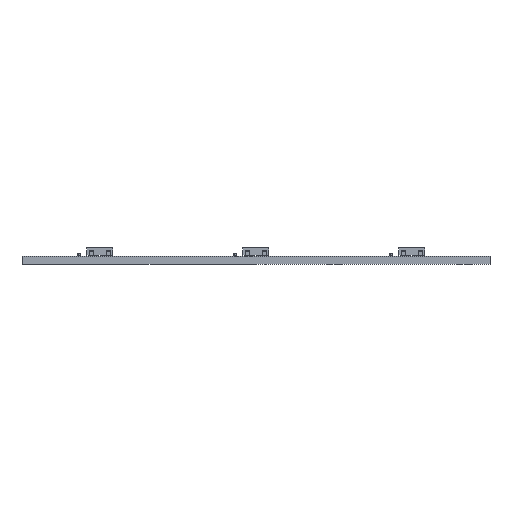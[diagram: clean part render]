
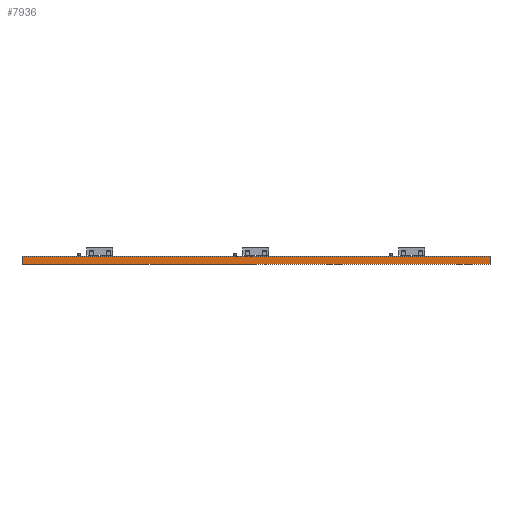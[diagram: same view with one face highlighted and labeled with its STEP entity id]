
A CAD part, left-side view. The second image highlights one B-rep face of the part: STEP entity #7936.
In plain terms, the highlighted planar face has unit normal (-1, 0, 0).
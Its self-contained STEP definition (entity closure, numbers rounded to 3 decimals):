
#7820 = EDGE_CURVE('',#7821,#7823,#7825,.T.);
#7821 = VERTEX_POINT('',#7822);
#7822 = CARTESIAN_POINT('',(-45.,45.,0.));
#7823 = VERTEX_POINT('',#7824);
#7824 = CARTESIAN_POINT('',(-45.,45.,1.6));
#7825 = SURFACE_CURVE('',#7826,(#7830,#7842),.PCURVE_S1.);
#7826 = LINE('',#7827,#7828);
#7827 = CARTESIAN_POINT('',(-45.,45.,0.));
#7828 = VECTOR('',#7829,1.);
#7829 = DIRECTION('',(0.,0.,1.));
#7830 = PCURVE('',#7831,#7836);
#7831 = PLANE('',#7832);
#7832 = AXIS2_PLACEMENT_3D('',#7833,#7834,#7835);
#7833 = CARTESIAN_POINT('',(-45.,45.,0.));
#7834 = DIRECTION('',(0.,1.,0.));
#7835 = DIRECTION('',(1.,0.,0.));
#7836 = DEFINITIONAL_REPRESENTATION('',(#7837),#7841);
#7837 = LINE('',#7838,#7839);
#7838 = CARTESIAN_POINT('',(0.,0.));
#7839 = VECTOR('',#7840,1.);
#7840 = DIRECTION('',(0.,-1.));
#7841 = ( GEOMETRIC_REPRESENTATION_CONTEXT(2) 
PARAMETRIC_REPRESENTATION_CONTEXT() REPRESENTATION_CONTEXT('2D SPACE',''
  ) );
#7842 = PCURVE('',#7843,#7848);
#7843 = PLANE('',#7844);
#7844 = AXIS2_PLACEMENT_3D('',#7845,#7846,#7847);
#7845 = CARTESIAN_POINT('',(-45.,-45.,0.));
#7846 = DIRECTION('',(-1.,0.,0.));
#7847 = DIRECTION('',(0.,1.,0.));
#7848 = DEFINITIONAL_REPRESENTATION('',(#7849),#7853);
#7849 = LINE('',#7850,#7851);
#7850 = CARTESIAN_POINT('',(90.,0.));
#7851 = VECTOR('',#7852,1.);
#7852 = DIRECTION('',(0.,-1.));
#7853 = ( GEOMETRIC_REPRESENTATION_CONTEXT(2) 
PARAMETRIC_REPRESENTATION_CONTEXT() REPRESENTATION_CONTEXT('2D SPACE',''
  ) );
#7871 = PLANE('',#7872);
#7872 = AXIS2_PLACEMENT_3D('',#7873,#7874,#7875);
#7873 = CARTESIAN_POINT('',(0.,0.,1.6));
#7874 = DIRECTION('',(0.,0.,-1.));
#7875 = DIRECTION('',(-1.,0.,0.));
#7925 = PLANE('',#7926);
#7926 = AXIS2_PLACEMENT_3D('',#7927,#7928,#7929);
#7927 = CARTESIAN_POINT('',(0.,0.,0.));
#7928 = DIRECTION('',(0.,0.,-1.));
#7929 = DIRECTION('',(-1.,0.,0.));
#7936 = ADVANCED_FACE('',(#7937),#7843,.T.);
#7937 = FACE_BOUND('',#7938,.T.);
#7938 = EDGE_LOOP('',(#7939,#7969,#7990,#7991));
#7939 = ORIENTED_EDGE('',*,*,#7940,.T.);
#7940 = EDGE_CURVE('',#7941,#7943,#7945,.T.);
#7941 = VERTEX_POINT('',#7942);
#7942 = CARTESIAN_POINT('',(-45.,-45.,0.));
#7943 = VERTEX_POINT('',#7944);
#7944 = CARTESIAN_POINT('',(-45.,-45.,1.6));
#7945 = SURFACE_CURVE('',#7946,(#7950,#7957),.PCURVE_S1.);
#7946 = LINE('',#7947,#7948);
#7947 = CARTESIAN_POINT('',(-45.,-45.,0.));
#7948 = VECTOR('',#7949,1.);
#7949 = DIRECTION('',(0.,0.,1.));
#7950 = PCURVE('',#7843,#7951);
#7951 = DEFINITIONAL_REPRESENTATION('',(#7952),#7956);
#7952 = LINE('',#7953,#7954);
#7953 = CARTESIAN_POINT('',(0.,0.));
#7954 = VECTOR('',#7955,1.);
#7955 = DIRECTION('',(0.,-1.));
#7956 = ( GEOMETRIC_REPRESENTATION_CONTEXT(2) 
PARAMETRIC_REPRESENTATION_CONTEXT() REPRESENTATION_CONTEXT('2D SPACE',''
  ) );
#7957 = PCURVE('',#7958,#7963);
#7958 = PLANE('',#7959);
#7959 = AXIS2_PLACEMENT_3D('',#7960,#7961,#7962);
#7960 = CARTESIAN_POINT('',(45.,-45.,0.));
#7961 = DIRECTION('',(0.,-1.,0.));
#7962 = DIRECTION('',(-1.,0.,0.));
#7963 = DEFINITIONAL_REPRESENTATION('',(#7964),#7968);
#7964 = LINE('',#7965,#7966);
#7965 = CARTESIAN_POINT('',(90.,0.));
#7966 = VECTOR('',#7967,1.);
#7967 = DIRECTION('',(0.,-1.));
#7968 = ( GEOMETRIC_REPRESENTATION_CONTEXT(2) 
PARAMETRIC_REPRESENTATION_CONTEXT() REPRESENTATION_CONTEXT('2D SPACE',''
  ) );
#7969 = ORIENTED_EDGE('',*,*,#7970,.T.);
#7970 = EDGE_CURVE('',#7943,#7823,#7971,.T.);
#7971 = SURFACE_CURVE('',#7972,(#7976,#7983),.PCURVE_S1.);
#7972 = LINE('',#7973,#7974);
#7973 = CARTESIAN_POINT('',(-45.,-45.,1.6));
#7974 = VECTOR('',#7975,1.);
#7975 = DIRECTION('',(0.,1.,0.));
#7976 = PCURVE('',#7843,#7977);
#7977 = DEFINITIONAL_REPRESENTATION('',(#7978),#7982);
#7978 = LINE('',#7979,#7980);
#7979 = CARTESIAN_POINT('',(0.,-1.6));
#7980 = VECTOR('',#7981,1.);
#7981 = DIRECTION('',(1.,0.));
#7982 = ( GEOMETRIC_REPRESENTATION_CONTEXT(2) 
PARAMETRIC_REPRESENTATION_CONTEXT() REPRESENTATION_CONTEXT('2D SPACE',''
  ) );
#7983 = PCURVE('',#7871,#7984);
#7984 = DEFINITIONAL_REPRESENTATION('',(#7985),#7989);
#7985 = LINE('',#7986,#7987);
#7986 = CARTESIAN_POINT('',(45.,-45.));
#7987 = VECTOR('',#7988,1.);
#7988 = DIRECTION('',(0.,1.));
#7989 = ( GEOMETRIC_REPRESENTATION_CONTEXT(2) 
PARAMETRIC_REPRESENTATION_CONTEXT() REPRESENTATION_CONTEXT('2D SPACE',''
  ) );
#7990 = ORIENTED_EDGE('',*,*,#7820,.F.);
#7991 = ORIENTED_EDGE('',*,*,#7992,.F.);
#7992 = EDGE_CURVE('',#7941,#7821,#7993,.T.);
#7993 = SURFACE_CURVE('',#7994,(#7998,#8005),.PCURVE_S1.);
#7994 = LINE('',#7995,#7996);
#7995 = CARTESIAN_POINT('',(-45.,-45.,0.));
#7996 = VECTOR('',#7997,1.);
#7997 = DIRECTION('',(0.,1.,0.));
#7998 = PCURVE('',#7843,#7999);
#7999 = DEFINITIONAL_REPRESENTATION('',(#8000),#8004);
#8000 = LINE('',#8001,#8002);
#8001 = CARTESIAN_POINT('',(0.,0.));
#8002 = VECTOR('',#8003,1.);
#8003 = DIRECTION('',(1.,0.));
#8004 = ( GEOMETRIC_REPRESENTATION_CONTEXT(2) 
PARAMETRIC_REPRESENTATION_CONTEXT() REPRESENTATION_CONTEXT('2D SPACE',''
  ) );
#8005 = PCURVE('',#7925,#8006);
#8006 = DEFINITIONAL_REPRESENTATION('',(#8007),#8011);
#8007 = LINE('',#8008,#8009);
#8008 = CARTESIAN_POINT('',(45.,-45.));
#8009 = VECTOR('',#8010,1.);
#8010 = DIRECTION('',(0.,1.));
#8011 = ( GEOMETRIC_REPRESENTATION_CONTEXT(2) 
PARAMETRIC_REPRESENTATION_CONTEXT() REPRESENTATION_CONTEXT('2D SPACE',''
  ) );
